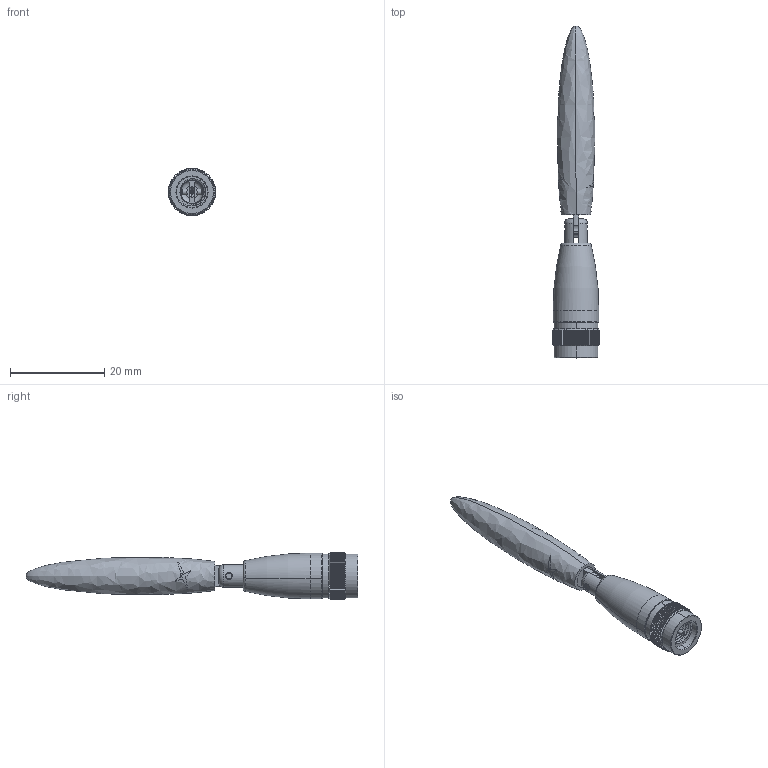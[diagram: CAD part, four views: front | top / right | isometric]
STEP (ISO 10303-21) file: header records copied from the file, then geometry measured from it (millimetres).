
FILE_DESCRIPTION (( 'STEP AP214' ), '1' );
FILE_NAME ('TG.66.A113.STEP', '2021-10-27T00:11:37', ( '' ), ( '' ), 'SwSTEP 2.0', 'SolidWorks 2018', '' );
FILE_SCHEMA (( 'AUTOMOTIVE_DESIGN' ));
Length unit declared in the file: millimetre
Products named in the file (1): TG.66.A113
Bounding box: 10 x 70.3 x 10 mm (x, y, z)
Surface area: 2028 mm2 (no closed solid volume)
Topology: 0 solids, 8 shells, 302 faces, 943 edges, 649 vertices
Faces by surface type: plane 163, cylinder 107, bspline 14, cone 12, torus 6
Entity records: 17597 total; most frequent: CARTESIAN_POINT 6511, ORIENTED_EDGE 1765, DIRECTION 1386, EDGE_CURVE 941, VERTEX_POINT 649, AXIS2_PLACEMENT_3D 544, B_SPLINE_CURVE_WITH_KNOTS 360, EDGE_LOOP 320
